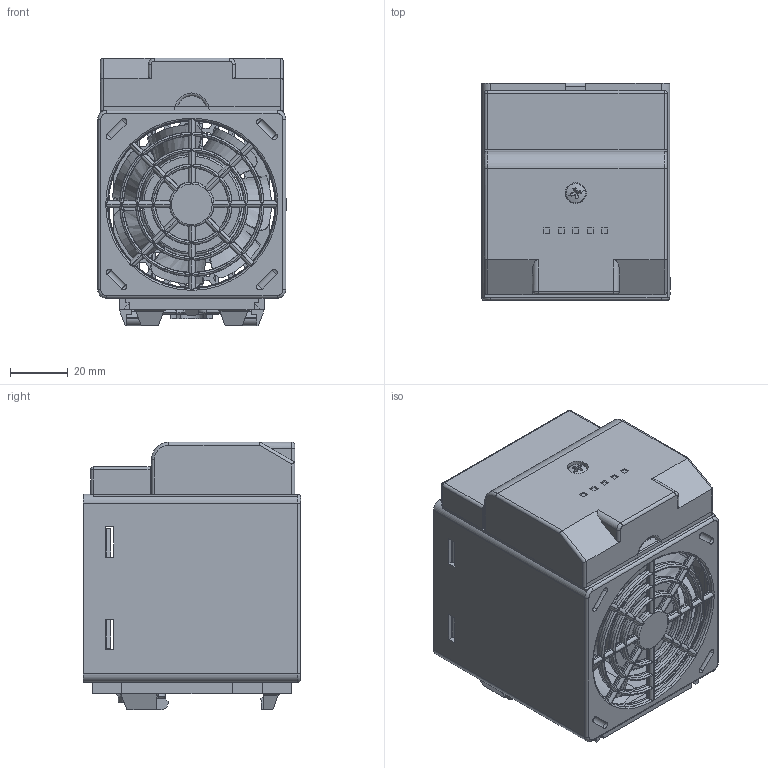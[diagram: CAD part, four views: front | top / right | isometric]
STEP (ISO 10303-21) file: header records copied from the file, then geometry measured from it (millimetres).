
FILE_DESCRIPTION((''),'2;1');
FILE_NAME('NSYCR170W230VVC-3D_ASM','2020-11-18T09:05:15',('SESA52832'),('Schneider-Electric'),'CREO PARAMETRIC BY PTC INC, 2019164','CREO PARAMETRIC BY PTC INC, 2019164','');
FILE_SCHEMA(('AP242_MANAGED_MODEL_BASED_3D_ENGINEERING_MIM_LF { 1 0 10303 442 1 1 4 }'));
Products named in the file (2): NSYCR170W230VVC; NSYCR170W230VVC-3D_ASM
Assembly tree (1 placements, depth 2):
  NSYCR170W230VVC-3D_ASM
    NSYCR170W230VVC
Bounding box: 65.05 x 75 x 92.4 mm (x, y, z)
Surface area: 80672.4 mm2 (no closed solid volume)
Topology: 0 solids, 9 shells, 2066 faces, 6847 edges, 4674 vertices
Faces by surface type: plane 778, cylinder 547, torus 386, cone 300, bspline 34, sphere 20, extrusion 1
Entity records: 106812 total; most frequent: CARTESIAN_POINT 22225, ORIENTED_EDGE 11393, DIRECTION 11374, PRESENTATION_STYLE_ASSIGNMENT 7746, STYLED_ITEM 6844, CURVE_STYLE 6833, EDGE_CURVE 6829, VERTEX_POINT 4674
